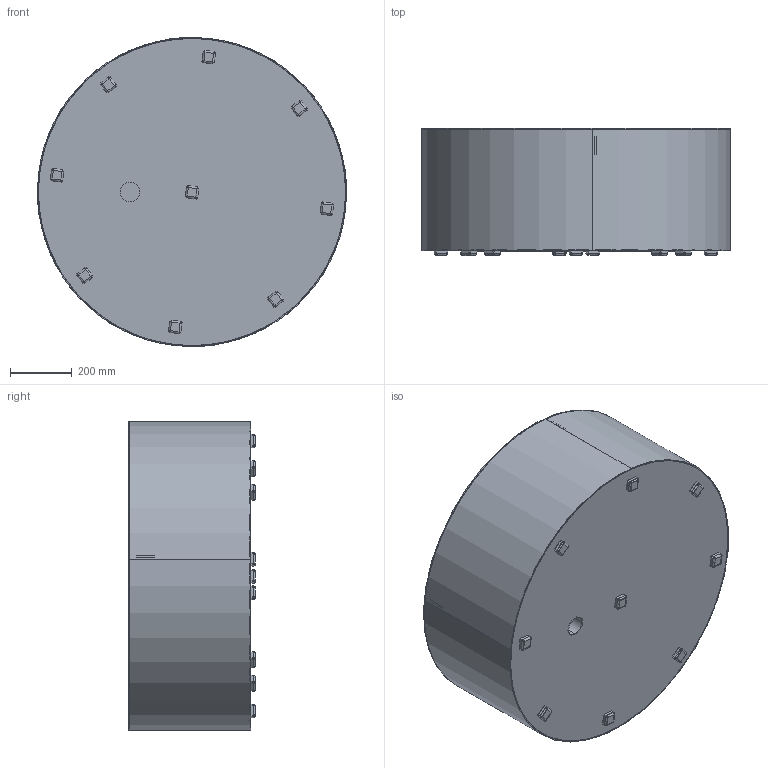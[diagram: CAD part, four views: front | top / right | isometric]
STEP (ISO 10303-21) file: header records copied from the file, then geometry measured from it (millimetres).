
FILE_DESCRIPTION (( 'STEP AP214' ), '1' );
FILE_NAME ('CBR6.STEP', '2021-09-15T06:43:24', ( '' ), ( '' ), 'SwSTEP 2.0', 'SolidWorks 2021', '' );
FILE_SCHEMA (( 'AUTOMOTIVE_DESIGN' ));
Length unit declared in the file: millimetre
Products named in the file (13): Topring CBR6; Pipe CBR6; Bottom CBR6; Ring 1 CBR6; Strip CBR6; L CBR6_Default<As Machined>; Ring 2 CBR6; Feet CBR6; Ring top; pipe cover CBR6; CBR6; Wall part CBR6; Cover CBR6
Assembly tree (30 placements, depth 2):
  CBR6
    Bottom CBR6
    Wall part CBR6  x2
    Topring CBR6
    Ring 1 CBR6  x2
    Ring 2 CBR6  x2
    Cover CBR6
    Strip CBR6  x5
    pipe cover CBR6
    Pipe CBR6
    Feet CBR6  x9
    Ring top
    L CBR6_Default<As Machined>  x4
Bounding box: 999.32 x 410 x 999.32 mm (x, y, z)
Volume: 9170801.9 mm3; surface area: 6124456.2 mm2
Topology: 30 solids, 30 shells, 492 faces, 1008 edges, 576 vertices
Faces by surface type: plane 288, cylinder 132, bspline 72
Entity records: 4233 total; most frequent: CARTESIAN_POINT 1127, DIRECTION 573, ORIENTED_EDGE 470, EDGE_CURVE 235, AXIS2_PLACEMENT_3D 216, VERTEX_POINT 146, LINE 141, VECTOR 141
